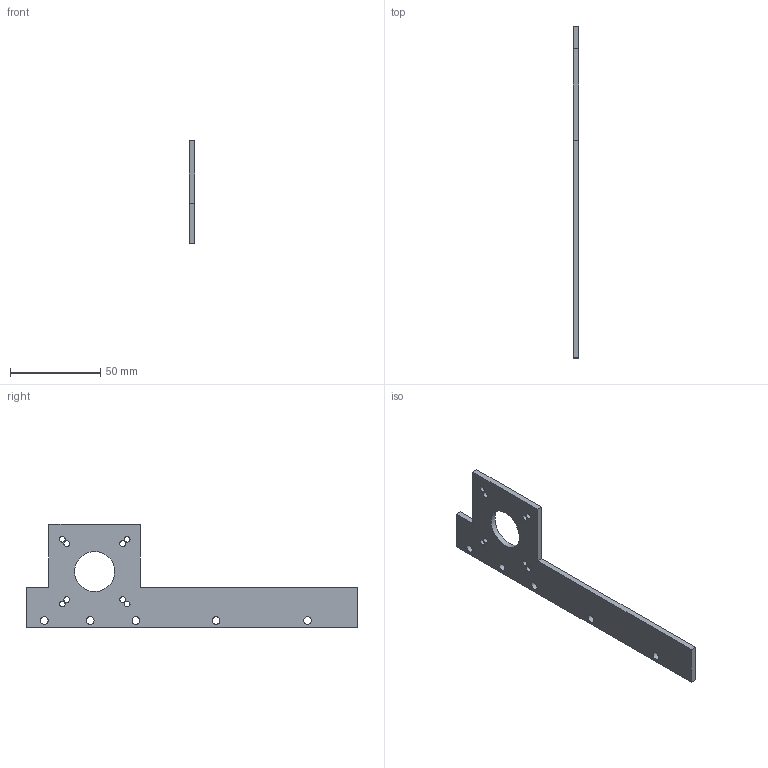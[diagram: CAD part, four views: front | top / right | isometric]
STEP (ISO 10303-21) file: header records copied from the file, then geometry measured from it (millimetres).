
FILE_DESCRIPTION( ( 'Unknown' ), '1' );
FILE_NAME( 'MotorMount.stp', 'Unknown', ( 'Unknown' ), ( 'Unknown' ), 'PSStep 16.0.42', 'Unknown', ' ' );
FILE_SCHEMA( ( 'AUTOMOTIVE_DESIGN { 1 0 10303 214 1 1 1 1 }' ) );
Length unit declared in the file: millimetre
Products named in the file (1): 1
Bounding box: 3.17 x 184.15 x 57.15 mm (x, y, z)
Volume: 16963.5 mm3; surface area: 12907.7 mm2
Topology: 1 solids, 1 shells, 24 faces, 80 edges, 58 vertices
Faces by surface type: cylinder 14, plane 10
Full cylindrical faces by diameter (mm): 3.175 x8, 4.305 x5, 22.225 x1
Entity records: 972 total; most frequent: DIRECTION 130, CARTESIAN_POINT 121, ORIENTED_EDGE 104, EDGE_LOOP 66, AXIS2_PLACEMENT_3D 53, EDGE_CURVE 52, VERTEX_POINT 44, FACE_OUTER_BOUND 38
